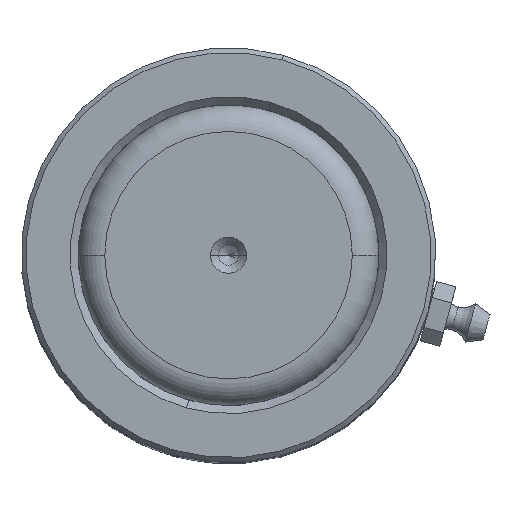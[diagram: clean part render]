
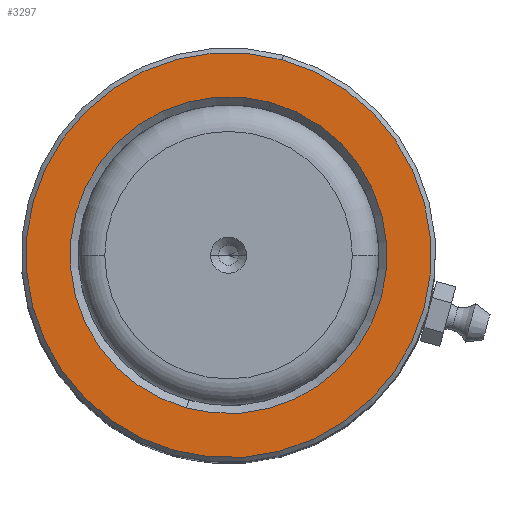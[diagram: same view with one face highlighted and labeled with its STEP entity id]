
A CAD part, top view. The second image highlights one B-rep face of the part: STEP entity #3297.
In plain terms, the highlighted planar face has unit normal (0, 0, 1).
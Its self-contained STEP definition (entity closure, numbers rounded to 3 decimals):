
#82 = DIRECTION ( 'NONE',  ( 0., 0., 1. ) ) ;
#163 = FACE_OUTER_BOUND ( 'NONE', #8716, .T. ) ;
#380 = ORIENTED_EDGE ( 'NONE', *, *, #2904, .T. ) ;
#949 = CARTESIAN_POINT ( 'NONE',  ( -23.7, 0., 120. ) ) ;
#1225 = DIRECTION ( 'NONE',  ( 1., 0., 0. ) ) ;
#1237 = CIRCLE ( 'NONE', #5264, 30.3 ) ;
#1283 = CARTESIAN_POINT ( 'NONE',  ( 0., 0., 120. ) ) ;
#1451 = VERTEX_POINT ( 'NONE', #949 ) ;
#1718 = AXIS2_PLACEMENT_3D ( 'NONE', #3414, #6958, #1225 ) ;
#1961 = CIRCLE ( 'NONE', #7633, 30.3 ) ;
#1995 = DIRECTION ( 'NONE',  ( 1., 0., 0. ) ) ;
#2121 = EDGE_CURVE ( 'NONE', #2766, #6697, #1237, .T. ) ;
#2371 = CIRCLE ( 'NONE', #4760, 23.7 ) ;
#2638 = CARTESIAN_POINT ( 'NONE',  ( 0., 0., 120. ) ) ;
#2766 = VERTEX_POINT ( 'NONE', #4796 ) ;
#2841 = DIRECTION ( 'NONE',  ( 1., 0., 0. ) ) ;
#2904 = EDGE_CURVE ( 'NONE', #7168, #1451, #2371, .T. ) ;
#3297 = ADVANCED_FACE ( 'NONE', ( #163, #5514 ), #5477, .T. ) ;
#3350 = DIRECTION ( 'NONE',  ( 1., 0., 0. ) ) ;
#3414 = CARTESIAN_POINT ( 'NONE',  ( 0., 0., 120. ) ) ;
#4087 = EDGE_CURVE ( 'NONE', #6697, #2766, #1961, .T. ) ;
#4208 = AXIS2_PLACEMENT_3D ( 'NONE', #1283, #6259, #1995 ) ;
#4636 = DIRECTION ( 'NONE',  ( 1., 0., 0. ) ) ;
#4760 = AXIS2_PLACEMENT_3D ( 'NONE', #2638, #9080, #3350 ) ;
#4796 = CARTESIAN_POINT ( 'NONE',  ( -30.3, 0., 120. ) ) ;
#5264 = AXIS2_PLACEMENT_3D ( 'NONE', #8173, #6744, #4636 ) ;
#5477 = PLANE ( 'NONE',  #1718 ) ;
#5514 = FACE_BOUND ( 'NONE', #6251, .T. ) ;
#5655 = CARTESIAN_POINT ( 'NONE',  ( 30.3, 0., 120. ) ) ;
#5658 = CIRCLE ( 'NONE', #4208, 23.7 ) ;
#6251 = EDGE_LOOP ( 'NONE', ( #380, #6612 ) ) ;
#6259 = DIRECTION ( 'NONE',  ( 0., 0., -1. ) ) ;
#6432 = CARTESIAN_POINT ( 'NONE',  ( 0., 0., 120. ) ) ;
#6612 = ORIENTED_EDGE ( 'NONE', *, *, #7248, .T. ) ;
#6697 = VERTEX_POINT ( 'NONE', #5655 ) ;
#6744 = DIRECTION ( 'NONE',  ( 0., 0., 1. ) ) ;
#6958 = DIRECTION ( 'NONE',  ( 0., 0., 1. ) ) ;
#7047 = ORIENTED_EDGE ( 'NONE', *, *, #4087, .T. ) ;
#7168 = VERTEX_POINT ( 'NONE', #7569 ) ;
#7248 = EDGE_CURVE ( 'NONE', #1451, #7168, #5658, .T. ) ;
#7569 = CARTESIAN_POINT ( 'NONE',  ( 23.7, 0., 120. ) ) ;
#7633 = AXIS2_PLACEMENT_3D ( 'NONE', #6432, #82, #2841 ) ;
#8173 = CARTESIAN_POINT ( 'NONE',  ( 0., 0., 120. ) ) ;
#8716 = EDGE_LOOP ( 'NONE', ( #9151, #7047 ) ) ;
#9080 = DIRECTION ( 'NONE',  ( 0., 0., -1. ) ) ;
#9151 = ORIENTED_EDGE ( 'NONE', *, *, #2121, .T. ) ;
